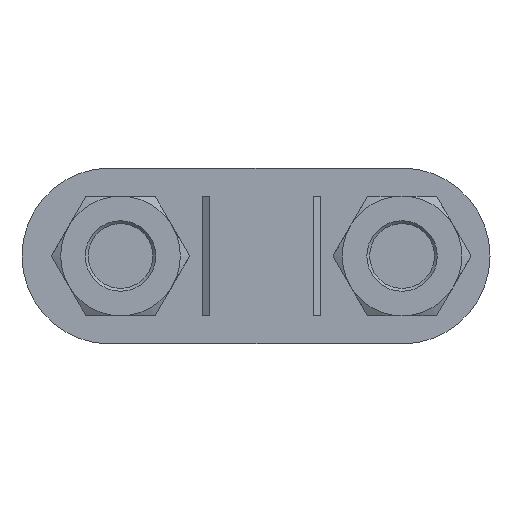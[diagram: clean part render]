
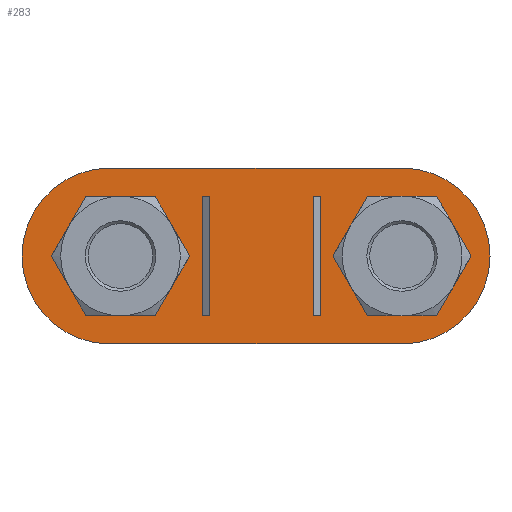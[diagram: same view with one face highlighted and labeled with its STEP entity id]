
A CAD part, front view. The second image highlights one B-rep face of the part: STEP entity #283.
In plain terms, the highlighted planar face has unit normal (0, -1, 0).
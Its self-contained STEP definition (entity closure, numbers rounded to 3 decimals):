
#283 = ADVANCED_FACE( '', ( #409, #410, #411, #412, #413 ), #414, .F. );
#409 = FACE_BOUND( '', #1516, .T. );
#410 = FACE_OUTER_BOUND( '', #1517, .T. );
#411 = FACE_BOUND( '', #1518, .T. );
#412 = FACE_BOUND( '', #1519, .T. );
#413 = FACE_BOUND( '', #1520, .T. );
#414 = PLANE( '', #1521 );
#1516 = EDGE_LOOP( '', ( #1818, #1819, #1820, #1821 ) );
#1517 = EDGE_LOOP( '', ( #1822, #1823, #1824, #1825, #1826, #1827 ) );
#1518 = EDGE_LOOP( '', ( #1828 ) );
#1519 = EDGE_LOOP( '', ( #1829, #1830, #1831, #1832 ) );
#1520 = EDGE_LOOP( '', ( #1833, #1834, #1835, #1836 ) );
#1521 = AXIS2_PLACEMENT_3D( '', #1837, #1838, #1839 );
#1818 = ORIENTED_EDGE( '', *, *, #2473, .F. );
#1819 = ORIENTED_EDGE( '', *, *, #2474, .T. );
#1820 = ORIENTED_EDGE( '', *, *, #2475, .T. );
#1821 = ORIENTED_EDGE( '', *, *, #2476, .F. );
#1822 = ORIENTED_EDGE( '', *, *, #2477, .F. );
#1823 = ORIENTED_EDGE( '', *, *, #2478, .F. );
#1824 = ORIENTED_EDGE( '', *, *, #2479, .F. );
#1825 = ORIENTED_EDGE( '', *, *, #2480, .F. );
#1826 = ORIENTED_EDGE( '', *, *, #2481, .F. );
#1827 = ORIENTED_EDGE( '', *, *, #2482, .F. );
#1828 = ORIENTED_EDGE( '', *, *, #2483, .T. );
#1829 = ORIENTED_EDGE( '', *, *, #2484, .F. );
#1830 = ORIENTED_EDGE( '', *, *, #2485, .F. );
#1831 = ORIENTED_EDGE( '', *, *, #2486, .F. );
#1832 = ORIENTED_EDGE( '', *, *, #2487, .F. );
#1833 = ORIENTED_EDGE( '', *, *, #2488, .T. );
#1834 = ORIENTED_EDGE( '', *, *, #2489, .T. );
#1835 = ORIENTED_EDGE( '', *, *, #2490, .F. );
#1836 = ORIENTED_EDGE( '', *, *, #2491, .F. );
#1837 = CARTESIAN_POINT( '', ( -21.5, 32.5, 0. ) );
#1838 = DIRECTION( '', ( 0., 1., 0. ) );
#1839 = DIRECTION( '', ( 0., 0., 1. ) );
#2473 = EDGE_CURVE( '', #2705, #2706, #2707, .T. );
#2474 = EDGE_CURVE( '', #2705, #2708, #2709, .T. );
#2475 = EDGE_CURVE( '', #2708, #2710, #2711, .T. );
#2476 = EDGE_CURVE( '', #2706, #2710, #2712, .T. );
#2477 = EDGE_CURVE( '', #2713, #2714, #2715, .T. );
#2478 = EDGE_CURVE( '', #2716, #2713, #2717, .T. );
#2479 = EDGE_CURVE( '', #2718, #2716, #2719, .T. );
#2480 = EDGE_CURVE( '', #2720, #2718, #2721, .T. );
#2481 = EDGE_CURVE( '', #2722, #2720, #2723, .T. );
#2482 = EDGE_CURVE( '', #2714, #2722, #2724, .T. );
#2483 = EDGE_CURVE( '', #2725, #2725, #2726, .T. );
#2484 = EDGE_CURVE( '', #2727, #2728, #2729, .T. );
#2485 = EDGE_CURVE( '', #2730, #2727, #2731, .T. );
#2486 = EDGE_CURVE( '', #2732, #2730, #2733, .T. );
#2487 = EDGE_CURVE( '', #2728, #2732, #2734, .T. );
#2488 = EDGE_CURVE( '', #2735, #2736, #2737, .T. );
#2489 = EDGE_CURVE( '', #2736, #2738, #2739, .T. );
#2490 = EDGE_CURVE( '', #2740, #2738, #2741, .T. );
#2491 = EDGE_CURVE( '', #2735, #2740, #2742, .T. );
#2705 = VERTEX_POINT( '', #3253 );
#2706 = VERTEX_POINT( '', #3254 );
#2707 = LINE( '', #3255, #3256 );
#2708 = VERTEX_POINT( '', #3257 );
#2709 = LINE( '', #3258, #3259 );
#2710 = VERTEX_POINT( '', #3260 );
#2711 = LINE( '', #3261, #3262 );
#2712 = LINE( '', #3263, #3264 );
#2713 = VERTEX_POINT( '', #3265 );
#2714 = VERTEX_POINT( '', #3266 );
#2715 = CIRCLE( '', #3267, 12.5 );
#2716 = VERTEX_POINT( '', #3268 );
#2717 = CIRCLE( '', #3269, 12.5 );
#2718 = VERTEX_POINT( '', #3270 );
#2719 = LINE( '', #3271, #3272 );
#2720 = VERTEX_POINT( '', #3273 );
#2721 = CIRCLE( '', #3274, 12.5 );
#2722 = VERTEX_POINT( '', #3275 );
#2723 = CIRCLE( '', #3276, 12.5 );
#2724 = LINE( '', #3277, #3278 );
#2725 = VERTEX_POINT( '', #3279 );
#2726 = CIRCLE( '', #3280, 5.4 );
#2727 = VERTEX_POINT( '', #3281 );
#2728 = VERTEX_POINT( '', #3282 );
#2729 = CIRCLE( '', #3283, 5. );
#2730 = VERTEX_POINT( '', #3284 );
#2731 = LINE( '', #3285, #3286 );
#2732 = VERTEX_POINT( '', #3287 );
#2733 = CIRCLE( '', #3288, 5. );
#2734 = LINE( '', #3289, #3290 );
#2735 = VERTEX_POINT( '', #3291 );
#2736 = VERTEX_POINT( '', #3292 );
#2737 = LINE( '', #3293, #3294 );
#2738 = VERTEX_POINT( '', #3295 );
#2739 = LINE( '', #3296, #3297 );
#2740 = VERTEX_POINT( '', #3298 );
#2741 = LINE( '', #3299, #3300 );
#2742 = LINE( '', #3301, #3302 );
#3253 = CARTESIAN_POINT( '', ( -8.4, 32.5, -8.5 ) );
#3254 = CARTESIAN_POINT( '', ( -7.4, 32.5, -8.5 ) );
#3255 = CARTESIAN_POINT( '', ( -8.4, 32.5, -8.5 ) );
#3256 = VECTOR( '', #3835, 1000. );
#3257 = CARTESIAN_POINT( '', ( -8.4, 32.5, 8.5 ) );
#3258 = CARTESIAN_POINT( '', ( -8.4, 32.5, -8.5 ) );
#3259 = VECTOR( '', #3836, 1000. );
#3260 = CARTESIAN_POINT( '', ( -7.4, 32.5, 8.5 ) );
#3261 = CARTESIAN_POINT( '', ( -8.4, 32.5, 8.5 ) );
#3262 = VECTOR( '', #3837, 1000. );
#3263 = CARTESIAN_POINT( '', ( -7.4, 32.5, -8.5 ) );
#3264 = VECTOR( '', #3838, 1000. );
#3265 = CARTESIAN_POINT( '', ( -34., 32.5, 0. ) );
#3266 = CARTESIAN_POINT( '', ( -21.5, 32.5, 12.5 ) );
#3267 = AXIS2_PLACEMENT_3D( '', #3839, #3840, #3841 );
#3268 = CARTESIAN_POINT( '', ( -21.5, 32.5, -12.5 ) );
#3269 = AXIS2_PLACEMENT_3D( '', #3842, #3843, #3844 );
#3270 = CARTESIAN_POINT( '', ( 20., 32.5, -12.5 ) );
#3271 = CARTESIAN_POINT( '', ( 20., 32.5, -12.5 ) );
#3272 = VECTOR( '', #3845, 1000. );
#3273 = CARTESIAN_POINT( '', ( 32.5, 32.5, 0. ) );
#3274 = AXIS2_PLACEMENT_3D( '', #3846, #3847, #3848 );
#3275 = CARTESIAN_POINT( '', ( 20., 32.5, 12.5 ) );
#3276 = AXIS2_PLACEMENT_3D( '', #3849, #3850, #3851 );
#3277 = CARTESIAN_POINT( '', ( -21.5, 32.5, 12.5 ) );
#3278 = VECTOR( '', #3852, 1000. );
#3279 = CARTESIAN_POINT( '', ( 25.4, 32.5, 0. ) );
#3280 = AXIS2_PLACEMENT_3D( '', #3853, #3854, #3855 );
#3281 = CARTESIAN_POINT( '', ( -21.5, 32.5, 5. ) );
#3282 = CARTESIAN_POINT( '', ( -21.5, 32.5, -5. ) );
#3283 = AXIS2_PLACEMENT_3D( '', #3856, #3857, #3858 );
#3284 = CARTESIAN_POINT( '', ( -19.5, 32.5, 5. ) );
#3285 = CARTESIAN_POINT( '', ( -19.5, 32.5, 5. ) );
#3286 = VECTOR( '', #3859, 1000. );
#3287 = CARTESIAN_POINT( '', ( -19.5, 32.5, -5. ) );
#3288 = AXIS2_PLACEMENT_3D( '', #3860, #3861, #3862 );
#3289 = CARTESIAN_POINT( '', ( -21.5, 32.5, -5. ) );
#3290 = VECTOR( '', #3863, 1000. );
#3291 = CARTESIAN_POINT( '', ( 8.4, 32.5, -8.5 ) );
#3292 = CARTESIAN_POINT( '', ( 7.4, 32.5, -8.5 ) );
#3293 = CARTESIAN_POINT( '', ( 8.4, 32.5, -8.5 ) );
#3294 = VECTOR( '', #3864, 1000. );
#3295 = CARTESIAN_POINT( '', ( 7.4, 32.5, 8.5 ) );
#3296 = CARTESIAN_POINT( '', ( 7.4, 32.5, -8.5 ) );
#3297 = VECTOR( '', #3865, 1000. );
#3298 = CARTESIAN_POINT( '', ( 8.4, 32.5, 8.5 ) );
#3299 = CARTESIAN_POINT( '', ( 8.4, 32.5, 8.5 ) );
#3300 = VECTOR( '', #3866, 1000. );
#3301 = CARTESIAN_POINT( '', ( 8.4, 32.5, -8.5 ) );
#3302 = VECTOR( '', #3867, 1000. );
#3835 = DIRECTION( '', ( 1., 0., 0. ) );
#3836 = DIRECTION( '', ( 0., 0., 1. ) );
#3837 = DIRECTION( '', ( 1., 0., 0. ) );
#3838 = DIRECTION( '', ( 0., 0., 1. ) );
#3839 = CARTESIAN_POINT( '', ( -21.5, 32.5, 0. ) );
#3840 = DIRECTION( '', ( 0., 1., 0. ) );
#3841 = DIRECTION( '', ( -1., 0., 0. ) );
#3842 = CARTESIAN_POINT( '', ( -21.5, 32.5, 0. ) );
#3843 = DIRECTION( '', ( 0., 1., 0. ) );
#3844 = DIRECTION( '', ( 0., 0., -1. ) );
#3845 = DIRECTION( '', ( -1., 0., 0. ) );
#3846 = CARTESIAN_POINT( '', ( 20., 32.5, 0. ) );
#3847 = DIRECTION( '', ( 0., 1., 0. ) );
#3848 = DIRECTION( '', ( 1., 0., 0. ) );
#3849 = CARTESIAN_POINT( '', ( 20., 32.5, 0. ) );
#3850 = DIRECTION( '', ( 0., 1., 0. ) );
#3851 = DIRECTION( '', ( 0., 0., 1. ) );
#3852 = DIRECTION( '', ( 1., 0., 0. ) );
#3853 = CARTESIAN_POINT( '', ( 20., 32.5, 0. ) );
#3854 = DIRECTION( '', ( 0., 1., 0. ) );
#3855 = DIRECTION( '', ( 1., 0., 0. ) );
#3856 = CARTESIAN_POINT( '', ( -21.5, 32.5, 0. ) );
#3857 = DIRECTION( '', ( 0., -1., 0. ) );
#3858 = DIRECTION( '', ( 0., 0., 1. ) );
#3859 = DIRECTION( '', ( -1., 0., 0. ) );
#3860 = CARTESIAN_POINT( '', ( -19.5, 32.5, 0. ) );
#3861 = DIRECTION( '', ( 0., -1., 0. ) );
#3862 = DIRECTION( '', ( 0., 0., -1. ) );
#3863 = DIRECTION( '', ( 1., 0., 0. ) );
#3864 = DIRECTION( '', ( -1., 0., 0. ) );
#3865 = DIRECTION( '', ( 0., 0., 1. ) );
#3866 = DIRECTION( '', ( -1., 0., 0. ) );
#3867 = DIRECTION( '', ( 0., 0., 1. ) );
